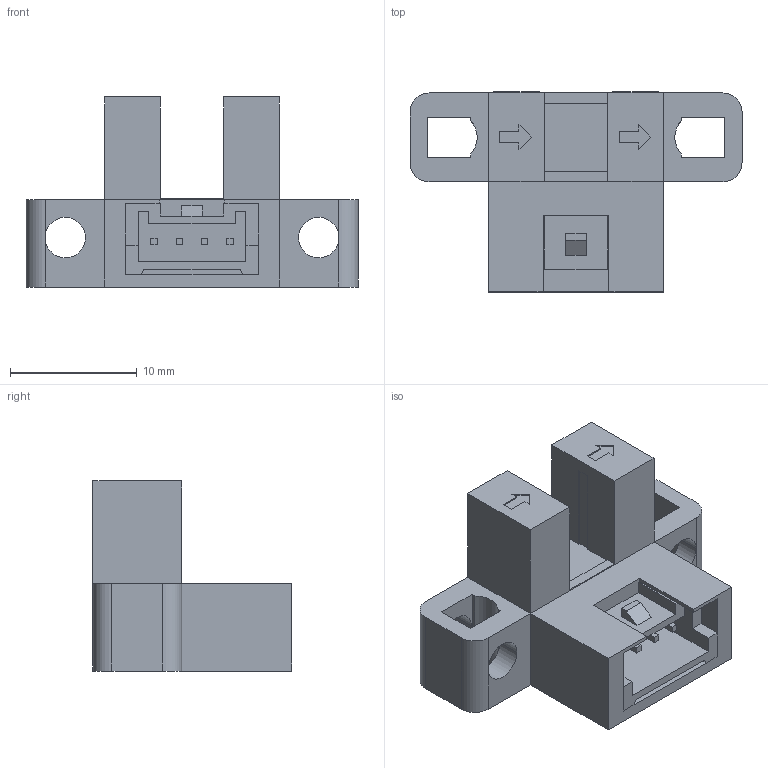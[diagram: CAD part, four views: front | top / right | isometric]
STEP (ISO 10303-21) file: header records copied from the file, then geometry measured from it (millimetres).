
FILE_DESCRIPTION((''),'2;1');
FILE_NAME('PU-65NL','2022-07-29T16:06:56',('Administrator'),(''),'CREO PARAMETRIC BY PTC INC, 2021023','CREO PARAMETRIC BY PTC INC, 2021023','');
FILE_SCHEMA(('AUTOMOTIVE_DESIGN { 1 0 10303 214 1 1 1 1 }'));
Length unit declared in the file: millimetre
Products named in the file (1): PU-65NL
Bounding box: 26.2 x 15.77 x 15 mm (x, y, z)
Volume: 2114.6 mm3; surface area: 1982.3 mm2
Topology: 1 solids, 1 shells, 133 faces, 360 edges, 234 vertices
Faces by surface type: plane 117, cylinder 16
Entity records: 5694 total; most frequent: CARTESIAN_POINT 729, ORIENTED_EDGE 720, DIRECTION 658, PRESENTATION_STYLE_ASSIGNMENT 409, STYLED_ITEM 361, CURVE_STYLE 360, EDGE_CURVE 360, VECTOR 328
